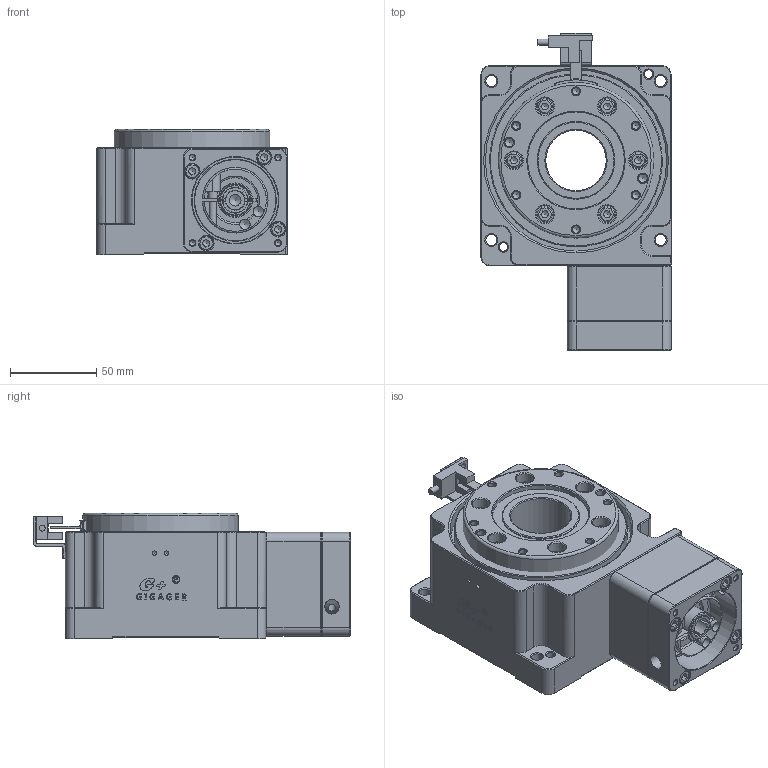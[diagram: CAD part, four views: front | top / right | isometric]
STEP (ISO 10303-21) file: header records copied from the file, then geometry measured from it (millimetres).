
FILE_DESCRIPTION (( 'STEP AP203' ), '1' );
FILE_NAME ('GSHR100-30K-SV3.STEP', '2022-11-28T08:41:45', ( 'Microsoft' ), ( 'Microsoft' ), 'SwSTEP 2.0', 'SolidWorks 2019', '' );
FILE_SCHEMA (( 'CONFIG_CONTROL_DESIGN' ));
Length unit declared in the file: millimetre
Products named in the file (1): GSHR100-30K-SV3
Bounding box: 110 x 183.5 x 72.5 mm (x, y, z)
Volume: 714518 mm3; surface area: 180334.6 mm2
Topology: 29 solids, 30 shells, 1223 faces, 2938 edges, 1842 vertices
Faces by surface type: plane 611, cylinder 267, cone 200, bspline 97, torus 48
Full cylindrical faces by diameter (mm): 2.05 x2, 2.5 x10, 3.3 x4, 3.5 x3, 3.752 x1, 4.2 x23, 4.369 x1, 5 x26, 5.3 x14, 5.5 x9, 6 x2, 6.5 x4, 6.8 x1, 8.5 x28, 10 x6, 11 x1, 14 x1, 14.4 x1, 14.9 x1, 15 x1, 15.8 x1, 20 x3, 28 x1, 35 x2, 35.5 x1, 38.5 x1, 42 x1, 42.6 x1, 45 x3, 47 x1
Entity records: 36032 total; most frequent: CARTESIAN_POINT 9781, DIRECTION 5280, ORIENTED_EDGE 4940, EDGE_CURVE 2470, AXIS2_PLACEMENT_3D 1971, EDGE_LOOP 1741, VERTEX_POINT 1721, FACE_OUTER_BOUND 1418
